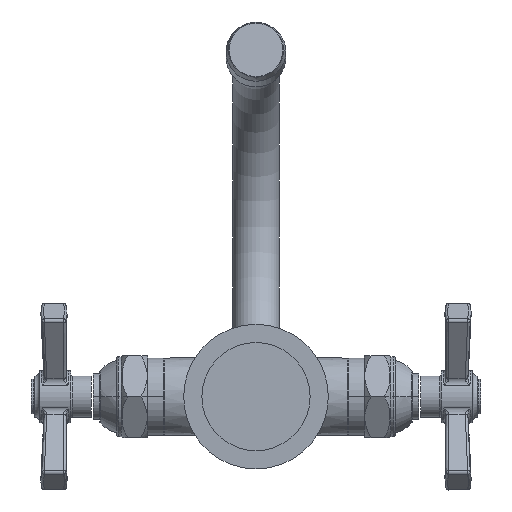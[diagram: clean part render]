
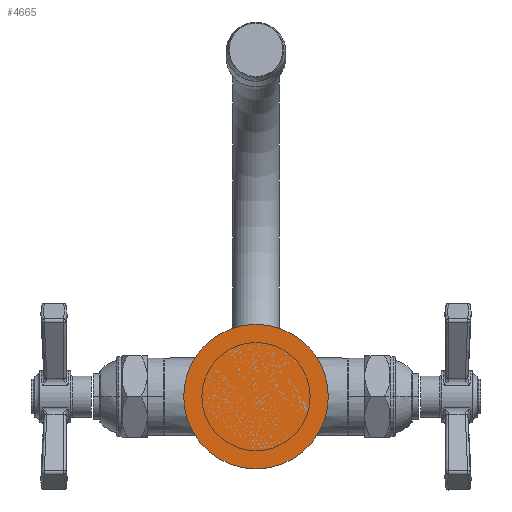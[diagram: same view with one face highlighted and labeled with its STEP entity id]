
A CAD part, front view. The second image highlights one B-rep face of the part: STEP entity #4665.
In plain terms, the highlighted planar face has unit normal (0, -1, 0).
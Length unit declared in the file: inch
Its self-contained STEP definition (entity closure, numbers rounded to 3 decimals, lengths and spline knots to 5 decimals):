
#1404=CARTESIAN_POINT('',(0.,0.,0.));
#1405=DIRECTION('',(0.,1.,0.));
#1406=DIRECTION('',(0.,0.,1.));
#1407=AXIS2_PLACEMENT_3D('',#1404,#1405,#1406);
#1409=CARTESIAN_POINT('',(0.,0.,0.));
#1410=DIRECTION('',(0.,-1.,0.));
#1411=DIRECTION('',(0.,0.,1.));
#1412=AXIS2_PLACEMENT_3D('',#1409,#1410,#1411);
#1490=CARTESIAN_POINT('',(0.,0.,-1.1));
#1492=VERTEX_POINT('',#1490);
#1494=CARTESIAN_POINT('',(0.,0.,1.1));
#1496=VERTEX_POINT('',#1494);
#4656=CARTESIAN_POINT('',(0.,0.,0.));
#4657=DIRECTION('',(0.,-1.,0.));
#4658=DIRECTION('',(-1.,0.,0.));
#4659=AXIS2_PLACEMENT_3D('',#4656,#4657,#4658);
#4660=PLANE('',#4659);
#4661=ORIENTED_EDGE('',*,*,#1541,.T.);
#4662=ORIENTED_EDGE('',*,*,#3110,.F.);
#4663=EDGE_LOOP('',(#4661,#4662));
#4664=FACE_OUTER_BOUND('',#4663,.F.);
#4665=ADVANCED_FACE('',(#4664),#4660,.T.);
#1408=CIRCLE('',#1407,1.1);
#1413=CIRCLE('',#1412,1.1);
#1541=EDGE_CURVE('',#1496,#1492,#1408,.T.);
#3110=EDGE_CURVE('',#1496,#1492,#1413,.T.);
